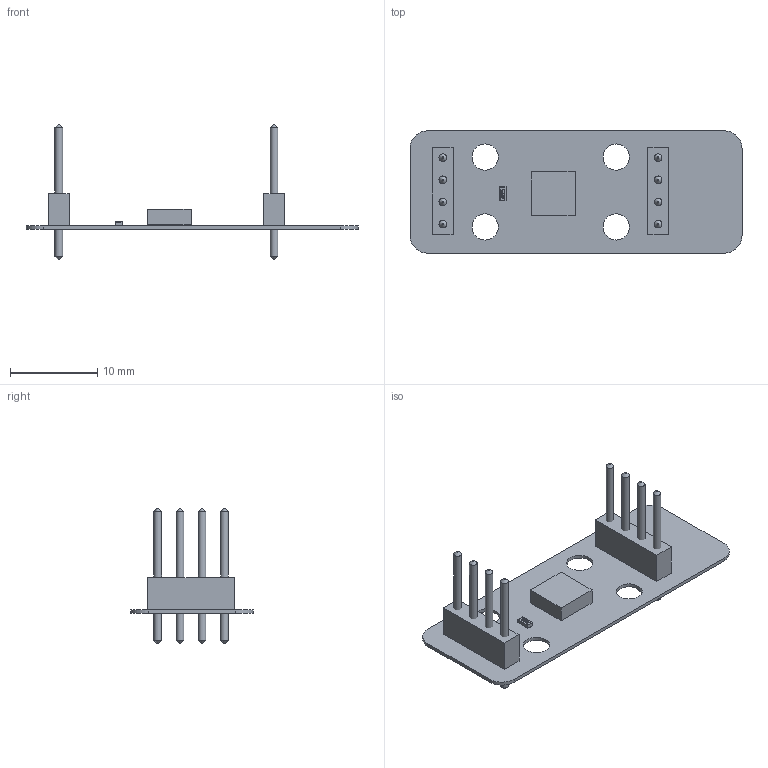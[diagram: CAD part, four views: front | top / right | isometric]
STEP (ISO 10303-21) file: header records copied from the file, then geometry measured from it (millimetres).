
FILE_DESCRIPTION(('Open CASCADE Model'),'2;1');
FILE_NAME('Open CASCADE Shape Model','2020-04-14T20:59:08',('Author'),( 'Open CASCADE'),'Open CASCADE STEP processor 6.8','Open CASCADE 6.8' ,'Unknown');
FILE_SCHEMA(('AUTOMOTIVE_DESIGN { 1 0 10303 214 1 1 1 1 }'));
Length unit declared in the file: millimetre
Products named in the file (18): PCB; Board; R1; 0603_resistor; LED1; 5679265728; Body; ('pin',_'1'); ('pin',_'2'); ('pin',_'3'); ('pin',_'4'); ('pin',_'5'); ('pin',_'6'); J2; 5679265920; SimpleBody; LeadsArray; J1
Assembly tree (18 placements, depth 4):
  PCB
    Board
    R1
      0603_resistor
    LED1
      5679265728
        Body
        ('pin',_'1')
        ('pin',_'2')
        ('pin',_'3')
        ('pin',_'4')
        ('pin',_'5')
        ('pin',_'6')
    J2
      5679265920
        SimpleBody
        LeadsArray
    J1
      5679265920
        SimpleBody
        LeadsArray
Bounding box: 38 x 14 x 15.36 mm (x, y, z)
Volume: 492.5 mm3; surface area: 1774.7 mm2
Topology: 20 solids, 20 shells, 161 faces, 390 edges, 276 vertices
Faces by surface type: plane 121, cylinder 24, cone 16
Full cylindrical faces by diameter (mm): 0.87 x8, 1.05 x8, 3 x4
Entity records: 5025 total; most frequent: CARTESIAN_POINT 942, ORIENTED_EDGE 700, DIRECTION 687, EDGE_CURVE 350, LINE 283, VECTOR 283, VERTEX_POINT 252, AXIS2_PLACEMENT_3D 202
